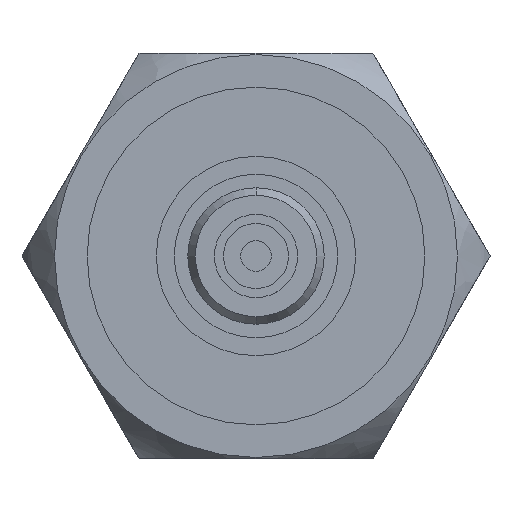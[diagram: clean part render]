
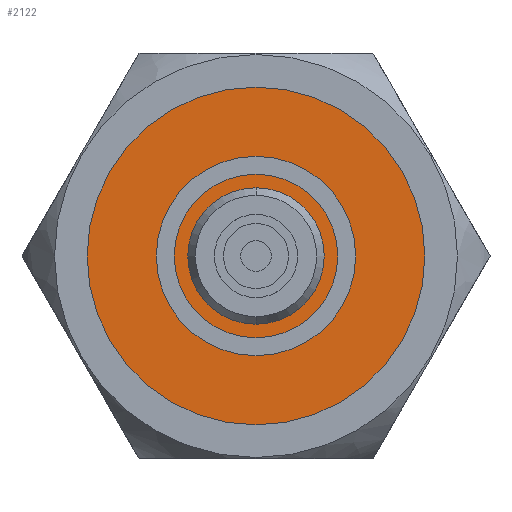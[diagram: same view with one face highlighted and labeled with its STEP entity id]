
A CAD part, front view. The second image highlights one B-rep face of the part: STEP entity #2122.
In plain terms, the highlighted planar face has unit normal (0, -1, 0).
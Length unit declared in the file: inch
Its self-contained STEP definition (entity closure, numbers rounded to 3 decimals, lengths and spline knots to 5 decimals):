
#106 = AXIS2_PLACEMENT_3D ( 'NONE', #2665, #304, #1473 ) ;
#304 = DIRECTION ( 'NONE',  ( 0., -1., 0. ) ) ;
#604 = CIRCLE ( 'NONE', #2021, 0.0525 ) ;
#657 = EDGE_CURVE ( 'NONE', #1082, #1046, #2576, .T. ) ;
#722 = AXIS2_PLACEMENT_3D ( 'NONE', #2554, #3033, #900 ) ;
#843 = DIRECTION ( 'NONE',  ( 0., -1., 0. ) ) ;
#860 = FACE_OUTER_BOUND ( 'NONE', #2549, .T. ) ;
#866 = CARTESIAN_POINT ( 'NONE',  ( 0., -0.167, 0.0525 ) ) ;
#900 = DIRECTION ( 'NONE',  ( 0., 0., -1. ) ) ;
#1001 = CARTESIAN_POINT ( 'NONE',  ( 0., -0.167, -0.13 ) ) ;
#1018 = VERTEX_POINT ( 'NONE', #2755 ) ;
#1046 = VERTEX_POINT ( 'NONE', #1729 ) ;
#1082 = VERTEX_POINT ( 'NONE', #866 ) ;
#1122 = DIRECTION ( 'NONE',  ( 0., 0., -1. ) ) ;
#1243 = EDGE_CURVE ( 'NONE', #1018, #1990, #2005, .T. ) ;
#1337 = DIRECTION ( 'NONE',  ( 0., 0., -1. ) ) ;
#1470 = FACE_BOUND ( 'NONE', #1926, .T. ) ;
#1473 = DIRECTION ( 'NONE',  ( 0., 0., -1. ) ) ;
#1533 = ORIENTED_EDGE ( 'NONE', *, *, #1243, .T. ) ;
#1589 = CARTESIAN_POINT ( 'NONE',  ( 0., -0.167, 0. ) ) ;
#1693 = ORIENTED_EDGE ( 'NONE', *, *, #657, .F. ) ;
#1719 = ORIENTED_EDGE ( 'NONE', *, *, #2970, .T. ) ;
#1729 = CARTESIAN_POINT ( 'NONE',  ( 0., -0.167, -0.0525 ) ) ;
#1853 = AXIS2_PLACEMENT_3D ( 'NONE', #1589, #2083, #1122 ) ;
#1859 = CARTESIAN_POINT ( 'NONE',  ( 0., -0.167, 0. ) ) ;
#1926 = EDGE_LOOP ( 'NONE', ( #1693, #2191 ) ) ;
#1990 = VERTEX_POINT ( 'NONE', #1001 ) ;
#2005 = CIRCLE ( 'NONE', #106, 0.13 ) ;
#2021 = AXIS2_PLACEMENT_3D ( 'NONE', #1859, #2080, #2812 ) ;
#2080 = DIRECTION ( 'NONE',  ( 0., -1., 0. ) ) ;
#2083 = DIRECTION ( 'NONE',  ( 0., -1., 0. ) ) ;
#2088 = PLANE ( 'NONE',  #2721 ) ;
#2122 = ADVANCED_FACE ( 'Face1', ( #1470, #860 ), #2088, .T. ) ;
#2191 = ORIENTED_EDGE ( 'NONE', *, *, #2366, .F. ) ;
#2288 = CARTESIAN_POINT ( 'NONE',  ( 0., -0.167, 0. ) ) ;
#2361 = CIRCLE ( 'NONE', #722, 0.13 ) ;
#2366 = EDGE_CURVE ( 'NONE', #1046, #1082, #604, .T. ) ;
#2549 = EDGE_LOOP ( 'NONE', ( #1533, #1719 ) ) ;
#2554 = CARTESIAN_POINT ( 'NONE',  ( 0., -0.167, 0. ) ) ;
#2576 = CIRCLE ( 'NONE', #1853, 0.0525 ) ;
#2665 = CARTESIAN_POINT ( 'NONE',  ( 0., -0.167, 0. ) ) ;
#2721 = AXIS2_PLACEMENT_3D ( 'NONE', #2288, #843, #1337 ) ;
#2755 = CARTESIAN_POINT ( 'NONE',  ( 0., -0.167, 0.13 ) ) ;
#2812 = DIRECTION ( 'NONE',  ( 0., 0., -1. ) ) ;
#2970 = EDGE_CURVE ( 'NONE', #1990, #1018, #2361, .T. ) ;
#3033 = DIRECTION ( 'NONE',  ( 0., -1., 0. ) ) ;
